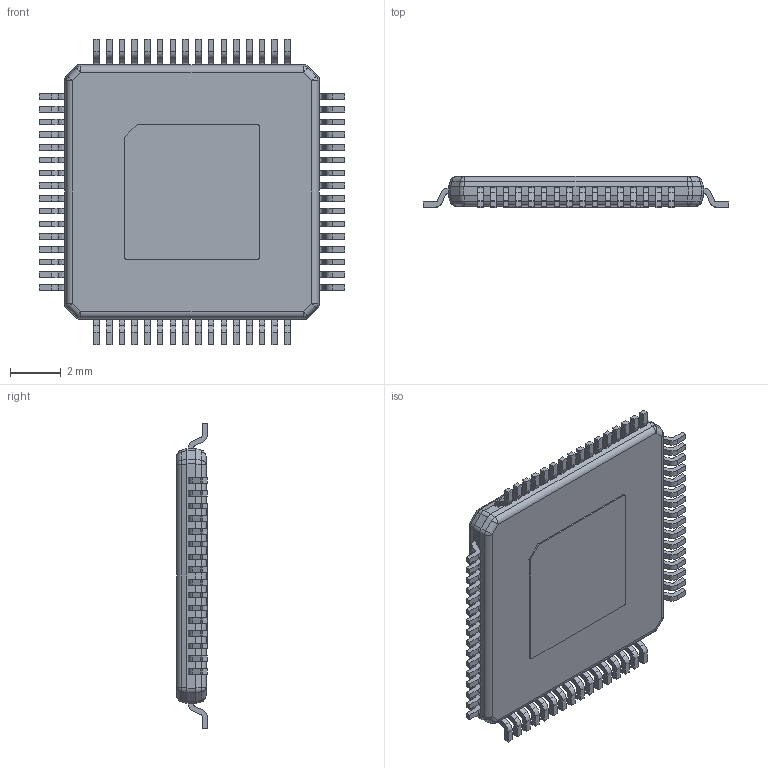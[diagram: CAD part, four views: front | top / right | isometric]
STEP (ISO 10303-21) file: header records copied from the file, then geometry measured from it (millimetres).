
FILE_DESCRIPTION (( 'STEP AP214' ), '1' );
FILE_NAME ( 'QFP65P50_1200X1200X120L70X22T530.STEP', '2018-03-18T20:37:13', ( '' ), ( '' ), 'Part was generated with the free Library Expert Lite available at www.PCBLibraries.com. Removing line will violate the End User License Agreement.', '©2017 PCB Libraries, Inc.', '' );
FILE_SCHEMA (( 'AUTOMOTIVE_DESIGN' ));
Length unit declared in the file: millimetre
Products named in the file (1): QFP65P50_1200X1200X120L70X22T530
Bounding box: 12 x 1.2 x 12 mm (x, y, z)
Volume: 117.2 mm3; surface area: 372.6 mm2
Topology: 66 solids, 66 shells, 1002 faces, 2570 edges, 1686 vertices
Faces by surface type: plane 680, cylinder 304, sphere 16, torus 2
Entity records: 33663 total; most frequent: CARTESIAN_POINT 5387, ORIENTED_EDGE 5108, DIRECTION 5092, EDGE_CURVE 2554, VECTOR 1926, LINE 1926, VERTEX_POINT 1686, AXIS2_PLACEMENT_3D 1583
